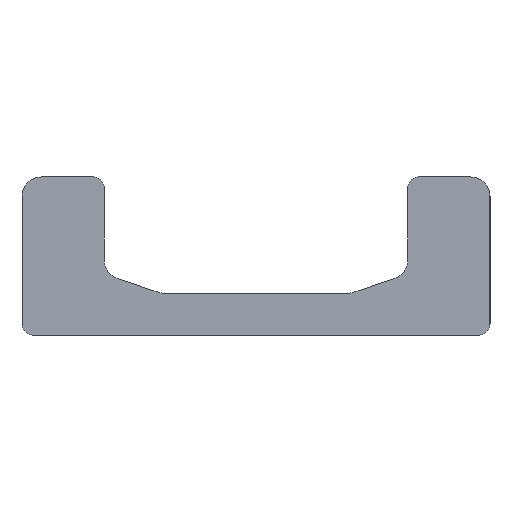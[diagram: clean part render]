
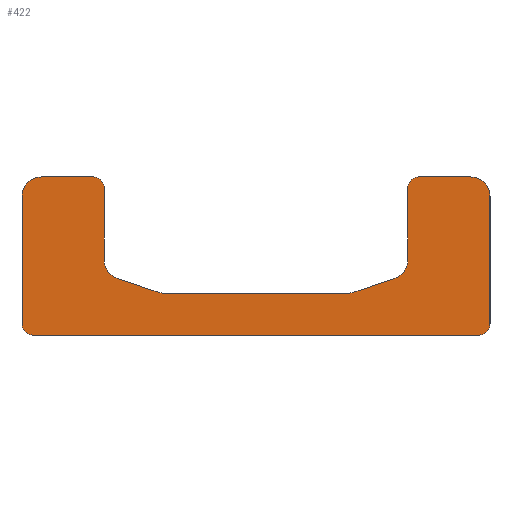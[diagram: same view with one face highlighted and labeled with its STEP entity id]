
A CAD part, left-side view. The second image highlights one B-rep face of the part: STEP entity #422.
In plain terms, the highlighted planar face has unit normal (-1, 0, 0).
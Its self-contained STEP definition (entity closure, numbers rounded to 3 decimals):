
#26=PLANE('',#484);
#48=FACE_OUTER_BOUND('',#70,.T.);
#70=EDGE_LOOP('',(#371,#372,#373,#374,#375,#376,#377,#378,#379,#380,#381,
#382,#383,#384,#385,#386,#387,#388,#389,#390));
#74=LINE('',#625,#114);
#78=LINE('',#637,#118);
#82=LINE('',#649,#122);
#86=LINE('',#661,#126);
#90=LINE('',#673,#130);
#94=LINE('',#685,#134);
#98=LINE('',#697,#138);
#102=LINE('',#709,#142);
#106=LINE('',#721,#146);
#110=LINE('',#731,#150);
#114=VECTOR('',#498,10.);
#118=VECTOR('',#510,10.);
#122=VECTOR('',#522,10.);
#126=VECTOR('',#534,10.);
#130=VECTOR('',#546,10.);
#134=VECTOR('',#558,10.);
#138=VECTOR('',#570,10.);
#142=VECTOR('',#582,10.);
#146=VECTOR('',#594,10.);
#150=VECTOR('',#606,10.);
#152=CIRCLE('',#445,5.);
#154=CIRCLE('',#449,5.);
#156=CIRCLE('',#453,3.);
#158=CIRCLE('',#457,5.);
#160=CIRCLE('',#461,3.);
#162=CIRCLE('',#465,3.);
#164=CIRCLE('',#469,5.);
#166=CIRCLE('',#473,3.);
#168=CIRCLE('',#477,5.);
#170=CIRCLE('',#481,5.);
#173=VERTEX_POINT('',#616);
#174=VERTEX_POINT('',#618);
#176=VERTEX_POINT('',#624);
#178=VERTEX_POINT('',#630);
#180=VERTEX_POINT('',#636);
#182=VERTEX_POINT('',#642);
#184=VERTEX_POINT('',#648);
#186=VERTEX_POINT('',#654);
#188=VERTEX_POINT('',#660);
#190=VERTEX_POINT('',#666);
#192=VERTEX_POINT('',#672);
#194=VERTEX_POINT('',#678);
#196=VERTEX_POINT('',#684);
#198=VERTEX_POINT('',#690);
#200=VERTEX_POINT('',#696);
#202=VERTEX_POINT('',#702);
#204=VERTEX_POINT('',#708);
#206=VERTEX_POINT('',#714);
#208=VERTEX_POINT('',#720);
#210=VERTEX_POINT('',#726);
#213=EDGE_CURVE('',#174,#173,#152,.T.);
#216=EDGE_CURVE('',#176,#174,#74,.T.);
#219=EDGE_CURVE('',#178,#176,#154,.T.);
#222=EDGE_CURVE('',#180,#178,#78,.T.);
#225=EDGE_CURVE('',#182,#180,#156,.T.);
#228=EDGE_CURVE('',#184,#182,#82,.T.);
#231=EDGE_CURVE('',#186,#184,#158,.T.);
#234=EDGE_CURVE('',#188,#186,#86,.T.);
#237=EDGE_CURVE('',#190,#188,#160,.T.);
#240=EDGE_CURVE('',#192,#190,#90,.T.);
#243=EDGE_CURVE('',#194,#192,#162,.T.);
#246=EDGE_CURVE('',#196,#194,#94,.T.);
#249=EDGE_CURVE('',#198,#196,#164,.T.);
#252=EDGE_CURVE('',#200,#198,#98,.T.);
#255=EDGE_CURVE('',#202,#200,#166,.T.);
#258=EDGE_CURVE('',#204,#202,#102,.T.);
#261=EDGE_CURVE('',#206,#204,#168,.T.);
#264=EDGE_CURVE('',#208,#206,#106,.T.);
#267=EDGE_CURVE('',#210,#208,#170,.T.);
#270=EDGE_CURVE('',#173,#210,#110,.T.);
#371=ORIENTED_EDGE('',*,*,#270,.T.);
#372=ORIENTED_EDGE('',*,*,#267,.T.);
#373=ORIENTED_EDGE('',*,*,#264,.T.);
#374=ORIENTED_EDGE('',*,*,#261,.T.);
#375=ORIENTED_EDGE('',*,*,#258,.T.);
#376=ORIENTED_EDGE('',*,*,#255,.T.);
#377=ORIENTED_EDGE('',*,*,#252,.T.);
#378=ORIENTED_EDGE('',*,*,#249,.T.);
#379=ORIENTED_EDGE('',*,*,#246,.T.);
#380=ORIENTED_EDGE('',*,*,#243,.T.);
#381=ORIENTED_EDGE('',*,*,#240,.T.);
#382=ORIENTED_EDGE('',*,*,#237,.T.);
#383=ORIENTED_EDGE('',*,*,#234,.T.);
#384=ORIENTED_EDGE('',*,*,#231,.T.);
#385=ORIENTED_EDGE('',*,*,#228,.T.);
#386=ORIENTED_EDGE('',*,*,#225,.T.);
#387=ORIENTED_EDGE('',*,*,#222,.T.);
#388=ORIENTED_EDGE('',*,*,#219,.T.);
#389=ORIENTED_EDGE('',*,*,#216,.T.);
#390=ORIENTED_EDGE('',*,*,#213,.T.);
#422=ADVANCED_FACE('',(#48),#26,.F.);
#445=AXIS2_PLACEMENT_3D('',#619,#492,#493);
#449=AXIS2_PLACEMENT_3D('',#631,#504,#505);
#453=AXIS2_PLACEMENT_3D('',#643,#516,#517);
#457=AXIS2_PLACEMENT_3D('',#655,#528,#529);
#461=AXIS2_PLACEMENT_3D('',#667,#540,#541);
#465=AXIS2_PLACEMENT_3D('',#679,#552,#553);
#469=AXIS2_PLACEMENT_3D('',#691,#564,#565);
#473=AXIS2_PLACEMENT_3D('',#703,#576,#577);
#477=AXIS2_PLACEMENT_3D('',#715,#588,#589);
#481=AXIS2_PLACEMENT_3D('',#727,#600,#601);
#484=AXIS2_PLACEMENT_3D('',#733,#609,#610);
#492=DIRECTION('center_axis',(1.,0.,0.));
#493=DIRECTION('ref_axis',(0.,0.316,0.949));
#498=DIRECTION('',(0.,0.949,-0.316));
#504=DIRECTION('center_axis',(1.,0.,0.));
#505=DIRECTION('ref_axis',(0.,1.,0.));
#510=DIRECTION('',(0.,0.,-1.));
#516=DIRECTION('center_axis',(-1.,0.,0.));
#517=DIRECTION('ref_axis',(0.,1.,0.));
#522=DIRECTION('',(0.,1.,0.));
#528=DIRECTION('center_axis',(-1.,0.,0.));
#529=DIRECTION('ref_axis',(0.,0.,1.));
#534=DIRECTION('',(0.,0.,1.));
#540=DIRECTION('center_axis',(-1.,0.,0.));
#541=DIRECTION('ref_axis',(0.,-1.,0.));
#546=DIRECTION('',(0.,-1.,0.));
#552=DIRECTION('center_axis',(-1.,0.,0.));
#553=DIRECTION('ref_axis',(0.,0.,-1.));
#558=DIRECTION('',(0.,0.,-1.));
#564=DIRECTION('center_axis',(-1.,0.,0.));
#565=DIRECTION('ref_axis',(0.,1.,0.));
#570=DIRECTION('',(0.,1.,0.));
#576=DIRECTION('center_axis',(-1.,0.,0.));
#577=DIRECTION('ref_axis',(0.,0.,1.));
#582=DIRECTION('',(0.,0.,1.));
#588=DIRECTION('center_axis',(1.,0.,0.));
#589=DIRECTION('ref_axis',(0.,-0.316,0.949));
#594=DIRECTION('',(0.,0.949,0.316));
#600=DIRECTION('center_axis',(1.,0.,0.));
#601=DIRECTION('ref_axis',(0.,0.,1.));
#606=DIRECTION('',(0.,1.,0.));
#609=DIRECTION('center_axis',(1.,0.,0.));
#610=DIRECTION('ref_axis',(0.,0.,-1.));
#616=CARTESIAN_POINT('',(-1000.,-23.539,-9.7));
#618=CARTESIAN_POINT('',(-1000.,-25.12,-9.443));
#619=CARTESIAN_POINT('Origin',(-1000.,-23.539,-4.7));
#624=CARTESIAN_POINT('',(-1000.,-35.931,-5.84));
#625=CARTESIAN_POINT('',(-1000.,-25.12,-9.443));
#630=CARTESIAN_POINT('',(-1000.,-39.35,-1.096));
#631=CARTESIAN_POINT('Origin',(-1000.,-34.35,-1.096));
#636=CARTESIAN_POINT('',(-1000.,-39.35,17.5));
#637=CARTESIAN_POINT('',(-1000.,-39.35,-1.096));
#642=CARTESIAN_POINT('',(-1000.,-42.35,20.5));
#643=CARTESIAN_POINT('Origin',(-1000.,-42.35,17.5));
#648=CARTESIAN_POINT('',(-1000.,-55.65,20.5));
#649=CARTESIAN_POINT('',(-1000.,-42.35,20.5));
#654=CARTESIAN_POINT('',(-1000.,-60.65,15.5));
#655=CARTESIAN_POINT('Origin',(-1000.,-55.65,15.5));
#660=CARTESIAN_POINT('',(-1000.,-60.65,-17.5));
#661=CARTESIAN_POINT('',(-1000.,-60.65,15.5));
#666=CARTESIAN_POINT('',(-1000.,-57.65,-20.5));
#667=CARTESIAN_POINT('Origin',(-1000.,-57.65,-17.5));
#672=CARTESIAN_POINT('',(-1000.,57.65,-20.5));
#673=CARTESIAN_POINT('',(-1000.,-57.65,-20.5));
#678=CARTESIAN_POINT('',(-1000.,60.65,-17.5));
#679=CARTESIAN_POINT('Origin',(-1000.,57.65,-17.5));
#684=CARTESIAN_POINT('',(-1000.,60.65,15.5));
#685=CARTESIAN_POINT('',(-1000.,60.65,-17.5));
#690=CARTESIAN_POINT('',(-1000.,55.65,20.5));
#691=CARTESIAN_POINT('Origin',(-1000.,55.65,15.5));
#696=CARTESIAN_POINT('',(-1000.,42.35,20.5));
#697=CARTESIAN_POINT('',(-1000.,55.65,20.5));
#702=CARTESIAN_POINT('',(-1000.,39.35,17.5));
#703=CARTESIAN_POINT('Origin',(-1000.,42.35,17.5));
#708=CARTESIAN_POINT('',(-1000.,39.35,-1.096));
#709=CARTESIAN_POINT('',(-1000.,39.35,17.5));
#714=CARTESIAN_POINT('',(-1000.,35.931,-5.84));
#715=CARTESIAN_POINT('Origin',(-1000.,34.35,-1.096));
#720=CARTESIAN_POINT('',(-1000.,25.12,-9.443));
#721=CARTESIAN_POINT('',(-1000.,35.931,-5.84));
#726=CARTESIAN_POINT('',(-1000.,23.539,-9.7));
#727=CARTESIAN_POINT('Origin',(-1000.,23.539,-4.7));
#731=CARTESIAN_POINT('',(-1000.,23.539,-9.7));
#733=CARTESIAN_POINT('Origin',(-1000.,0.,0.));
